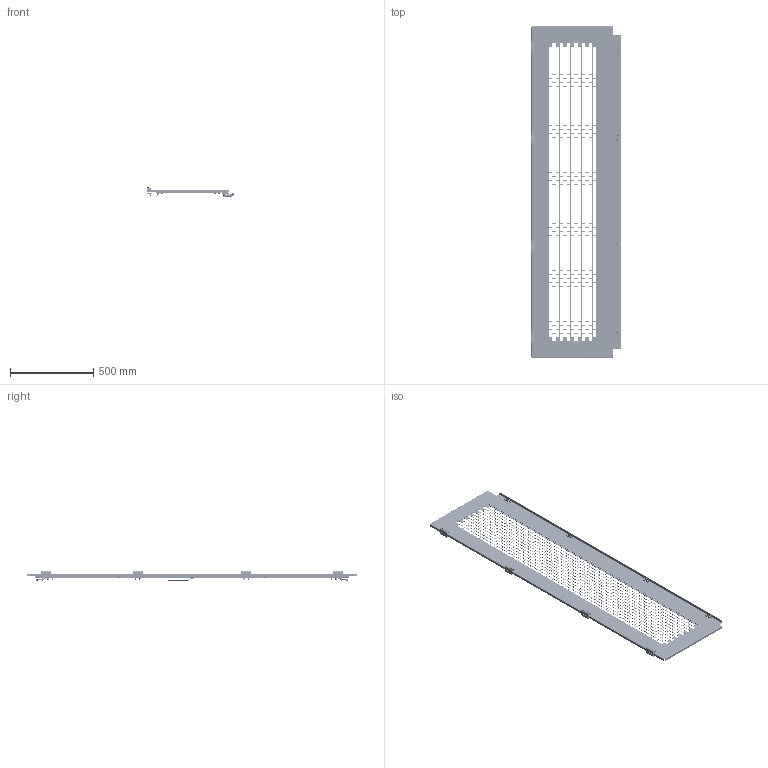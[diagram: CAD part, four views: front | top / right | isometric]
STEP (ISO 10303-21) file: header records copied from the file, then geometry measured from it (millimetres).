
FILE_DESCRIPTION (( 'STEP AP214' ), '1' );
FILE_NAME ('626.520.STEP', '2024-09-19T06:36:26', ( '' ), ( '' ), 'SwSTEP 2.0', 'SolidWorks 2021', '' );
FILE_SCHEMA (( 'AUTOMOTIVE_DESIGN' ));
Length unit declared in the file: millimetre
Products named in the file (28): Ãàñêåòèíã äîï. äâåðè W500H2000; Ãàéêà DIN934- Ì8-Zn; Øïèëüêà ïðèâàðíàÿ Ì6õ25; Äâåðíîé ïðîôèëü ïð. ÌÊ 20 W500; 嵑謺麃 1; ﾇ璋襃 TS-002; Ïðîêëàäêà W500H2000; ﾇ瑟鶴 TS-002; Òÿãà TS-002 H2000; Âèíò Ì5õ10 ñ ïîëóêð. ãîëîâêîé; 626.520; Âèíò Ì5õ10 ìåáåëüíûé; Äâåðíîå ïîëîòíî äîï. ñò. ÌÊ-20 W500H2000; 鎗鵻罻; Óãîëîê äâåðíîé; Øïèëüêà ïðèâàðíàÿ Ì8õ16; Øïèëüêà ïðèâàðíàÿ Ì6õ35; ﾇ瑟鶴 TS-002 H2000; Äâåðíîé ïðîôèëü ïð. ÌÊ 20 Í2000; Ãàéêà Ì6 äëÿ øïèëüêè; ﾏ褞 W500H2000; ﾇ璋襃 TS-002-2; ﾇ璋襃; CL213-3.; 项蜞轫铋 忤眚 DIN 7991 󊬱6; 嵑謺麃 2; Ãàéêà êîëïà÷êîâàÿ M5 DIN 1587; 嵑謺麃 CL213-3.2
Assembly tree (90 placements, depth 4):
  626.520
    Äâåðíîå ïîëîòíî äîï. ñò. ÌÊ-20 W500H2000
    Ãàñêåòèíã äîï. äâåðè W500H2000
    Äâåðíîé ïðîôèëü ïð. ÌÊ 20 W500  x2
    Äâåðíîé ïðîôèëü ïð. ÌÊ 20 Í2000  x2
    ﾇ瑟鶴 TS-002 H2000
      Òÿãà TS-002 H2000  x2
      ﾇ瑟鶴 TS-002
      ﾇ璋襃 TS-002
      ﾇ璋襃 TS-002-2
      Âèíò Ì5õ10 ñ ïîëóêð. ãîëîâêîé  x2
    ﾏ褞 W500H2000
    Ïðîêëàäêà W500H2000
    ﾇ璋襃  x4
    Âèíò Ì5õ10 ìåáåëüíûé  x8
    Ãàéêà êîëïà÷êîâàÿ M5 DIN 1587  x8
    Øïèëüêà ïðèâàðíàÿ Ì6õ25  x16
    Øïèëüêà ïðèâàðíàÿ Ì6õ35  x2
    Øïèëüêà ïðèâàðíàÿ Ì8õ16  x2
    Ãàéêà Ì6 äëÿ øïèëüêè  x16
    Ãàéêà DIN934- Ì8-Zn  x2
    Óãîëîê äâåðíîé  x4
    CL213-3.  x4
      嵑謺麃 CL213-3.2
        鎗鵻罻
        嵑謺麃 1
        嵑謺麃 2
      项蜞轫铋 忤眚 DIN 7991 󊬱6
      Âèíò Ì5õ10 ìåáåëüíûé
Bounding box: 544.4 x 1990 x 60.3 mm (x, y, z)
Volume: 2750111.2 mm3; surface area: 3054558.9 mm2
Topology: 110 solids, 110 shells, 7543 faces, 20525 edges, 13185 vertices
Faces by surface type: plane 4122, cylinder 2509, cone 540, bspline 246, torus 102, sphere 24
Entity records: 141173 total; most frequent: CARTESIAN_POINT 33186, ORIENTED_EDGE 21628, DIRECTION 19858, EDGE_CURVE 10814, VECTOR 8410, LINE 8410, VERTEX_POINT 7051, AXIS2_PLACEMENT_3D 5724
